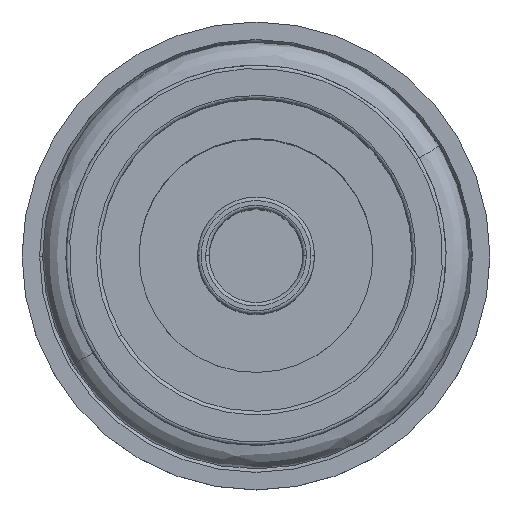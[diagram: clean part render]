
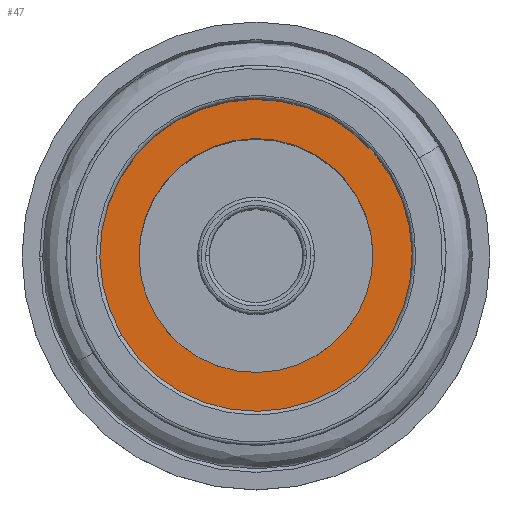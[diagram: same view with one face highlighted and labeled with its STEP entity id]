
A CAD part, top view. The second image highlights one B-rep face of the part: STEP entity #47.
In plain terms, the highlighted planar face has unit normal (0, 0, 1).
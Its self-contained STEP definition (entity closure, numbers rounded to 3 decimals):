
#47 = ADVANCED_FACE ( 'NONE', ( #1957, #1961 ), #1783, .T. ) ;
#207 = EDGE_CURVE ( 'NONE', #5834, #5832, #5494, .T. ) ;
#216 = EDGE_CURVE ( 'NONE', #5841, #5842, #5512, .T. ) ;
#219 = EDGE_CURVE ( 'NONE', #5842, #5841, #5518, .T. ) ;
#221 = EDGE_CURVE ( 'NONE', #5832, #5834, #5520, .T. ) ;
#378 = EDGE_LOOP ( 'NONE', ( #823, #824 ) ) ;
#386 = EDGE_LOOP ( 'NONE', ( #825, #826 ) ) ;
#823 = ORIENTED_EDGE ( 'NONE', *, *, #221, .T. ) ;
#824 = ORIENTED_EDGE ( 'NONE', *, *, #207, .T. ) ;
#825 = ORIENTED_EDGE ( 'NONE', *, *, #216, .T. ) ;
#826 = ORIENTED_EDGE ( 'NONE', *, *, #219, .T. ) ;
#1783 = PLANE ( 'NONE',  #2656 ) ;
#1790 = CARTESIAN_POINT ( 'NONE',  ( 0., 0., 22. ) ) ;
#1791 = DIRECTION ( 'NONE',  ( 0., 0., 1. ) ) ;
#1792 = DIRECTION ( 'NONE',  ( 1., 0., 0. ) ) ;
#1957 = FACE_OUTER_BOUND ( 'NONE', #378, .T. ) ;
#1961 = FACE_BOUND ( 'NONE', #386, .T. ) ;
#2656 = AXIS2_PLACEMENT_3D ( 'NONE', #1790, #1791, #1792 ) ;
#3154 = AXIS2_PLACEMENT_3D ( 'NONE', #3478, #3479, #3480 ) ;
#3158 = AXIS2_PLACEMENT_3D ( 'NONE', #3499, #3500, #3501 ) ;
#3160 = AXIS2_PLACEMENT_3D ( 'NONE', #3505, #3506, #3507 ) ;
#3162 = AXIS2_PLACEMENT_3D ( 'NONE', #3511, #3512, #3513 ) ;
#3478 = CARTESIAN_POINT ( 'NONE',  ( 0., 0., 22. ) ) ;
#3479 = DIRECTION ( 'NONE',  ( 0., 0., 1. ) ) ;
#3480 = DIRECTION ( 'NONE',  ( 1., 0., 0. ) ) ;
#3499 = CARTESIAN_POINT ( 'NONE',  ( 0., 0., 22. ) ) ;
#3500 = DIRECTION ( 'NONE',  ( 0., 0., -1. ) ) ;
#3501 = DIRECTION ( 'NONE',  ( 1., 0., 0. ) ) ;
#3505 = CARTESIAN_POINT ( 'NONE',  ( 0., 0., 22. ) ) ;
#3506 = DIRECTION ( 'NONE',  ( 0., 0., -1. ) ) ;
#3507 = DIRECTION ( 'NONE',  ( 1., 0., 0. ) ) ;
#3511 = CARTESIAN_POINT ( 'NONE',  ( 0., 0., 22. ) ) ;
#3512 = DIRECTION ( 'NONE',  ( 0., 0., 1. ) ) ;
#3513 = DIRECTION ( 'NONE',  ( 1., 0., 0. ) ) ;
#4296 = CARTESIAN_POINT ( 'NONE',  ( 13.35, 0., 22. ) ) ;
#4298 = CARTESIAN_POINT ( 'NONE',  ( -13.35, 0., 22. ) ) ;
#4305 = CARTESIAN_POINT ( 'NONE',  ( 10., 0., 22. ) ) ;
#4306 = CARTESIAN_POINT ( 'NONE',  ( -10., 0., 22. ) ) ;
#5494 = CIRCLE ( 'NONE', #3154, 13.35 ) ;
#5512 = CIRCLE ( 'NONE', #3158, 10. ) ;
#5518 = CIRCLE ( 'NONE', #3160, 10. ) ;
#5520 = CIRCLE ( 'NONE', #3162, 13.35 ) ;
#5832 = VERTEX_POINT ( 'NONE', #4296 ) ;
#5834 = VERTEX_POINT ( 'NONE', #4298 ) ;
#5841 = VERTEX_POINT ( 'NONE', #4305 ) ;
#5842 = VERTEX_POINT ( 'NONE', #4306 ) ;
